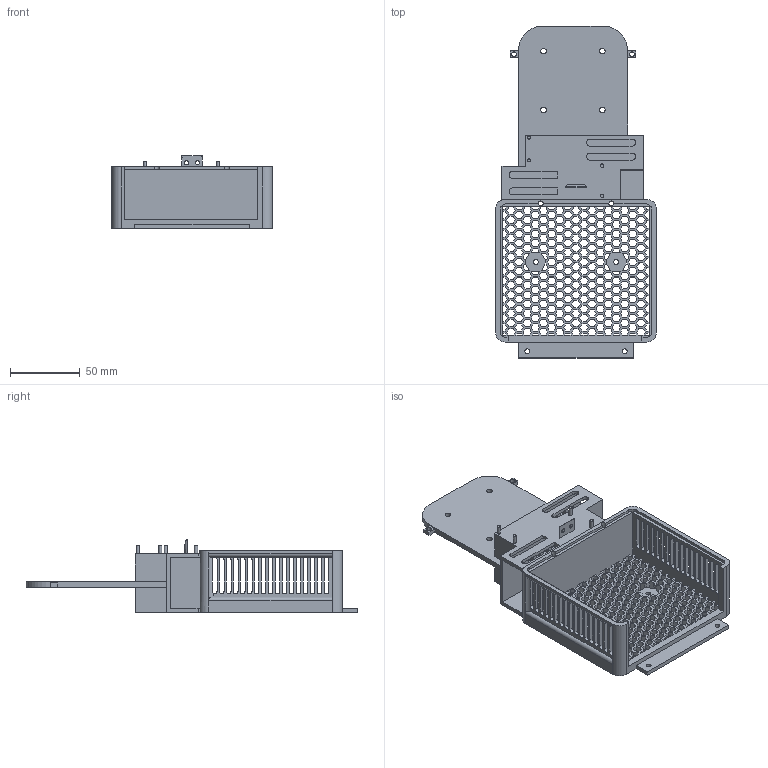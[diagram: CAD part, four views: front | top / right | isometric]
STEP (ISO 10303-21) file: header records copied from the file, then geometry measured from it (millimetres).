
FILE_DESCRIPTION(/* description */ (''),/* implementation_level */ '2;1');
FILE_NAME(/* name */ 'MainChassis.step',/* time_stamp */ '2025-11-27T00:03:18+08:00',/* author */ (''),/* organization */ (''),/* preprocessor_version */ 'ST-DEVELOPER v20.1',/* originating_system */ 'Autodesk Translation Framework v14.21.0.0',/* authorisation */ '');
FILE_SCHEMA (('AUTOMOTIVE_DESIGN { 1 0 10303 214 3 1 1 }'));
Products named in the file (4): New Chassis Singapore; Chassis(Enclosure & Battery Box) v6; Jetson Enclosure v9; New Realsense Stand v5
Assembly tree (3 placements, depth 3):
  New Chassis Singapore
    Chassis(Enclosure & Battery Box) v6
      Jetson Enclosure v9
      New Realsense Stand v5
Bounding box: 115 x 237.37 x 52 mm (x, y, z)
Volume: 140799.2 mm3; surface area: 113350.7 mm2
Topology: 1 solids, 1 shells, 1968 faces, 6008 edges, 3995 vertices
Faces by surface type: plane 1834, cylinder 134
Full cylindrical faces by diameter (mm): 1.98 x2, 2.48 x2, 3 x2, 3.5 x8, 4 x4
Entity records: 67523 total; most frequent: CARTESIAN_POINT 12084, ORIENTED_EDGE 12016, DIRECTION 10209, EDGE_CURVE 6008, LINE 5737, VECTOR 5737, VERTEX_POINT 3995, EDGE_LOOP 2605
